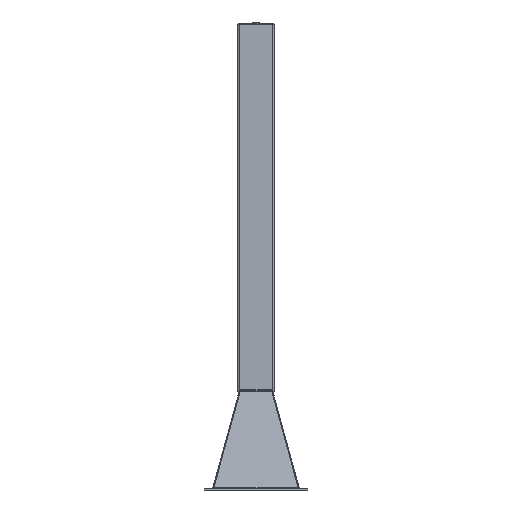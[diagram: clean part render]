
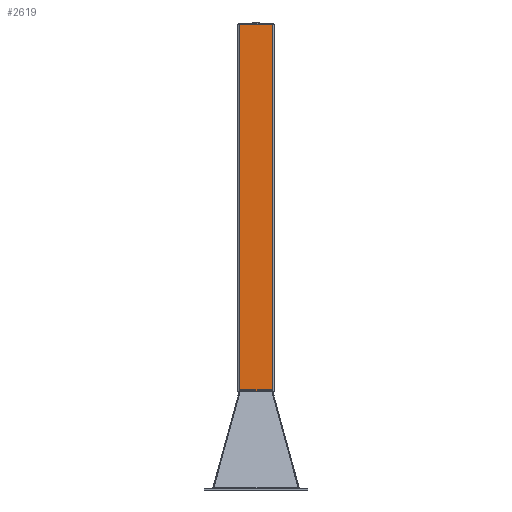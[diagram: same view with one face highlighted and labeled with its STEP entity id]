
A CAD part, left-side view. The second image highlights one B-rep face of the part: STEP entity #2619.
In plain terms, the highlighted face is planar.
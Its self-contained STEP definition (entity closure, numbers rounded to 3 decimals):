
#2619=ADVANCED_FACE('',(#4598),#4599,.T.);
#4598=FACE_OUTER_BOUND('',#12165,.T.);
#4599=PLANE('',#12166);
#12165=EDGE_LOOP('',(#15553,#15554,#15555,#15556));
#12166=AXIS2_PLACEMENT_3D('',#15557,#15558,#15559);
#15553=ORIENTED_EDGE('',*,*,#18196,.T.);
#15554=ORIENTED_EDGE('',*,*,#18265,.F.);
#15555=ORIENTED_EDGE('',*,*,#18274,.T.);
#15556=ORIENTED_EDGE('',*,*,#18601,.T.);
#15557=CARTESIAN_POINT('',(0.,-150.,0.));
#15558=DIRECTION('',(0.,-1.,0.));
#15559=DIRECTION('',(1.,0.,0.));
#18196=EDGE_CURVE('',#20264,#20262,#20265,.T.);
#18265=EDGE_CURVE('',#20360,#20262,#20362,.T.);
#18274=EDGE_CURVE('',#20360,#20373,#20375,.T.);
#18601=EDGE_CURVE('',#20373,#20264,#20817,.T.);
#20262=VERTEX_POINT('',#24338);
#20264=VERTEX_POINT('',#24340);
#20265=LINE('',#24341,#24342);
#20360=VERTEX_POINT('',#24644);
#20362=LINE('',#24646,#24647);
#20373=VERTEX_POINT('',#24662);
#20375=LINE('',#24664,#24665);
#20817=LINE('',#25855,#25856);
#24338=CARTESIAN_POINT('',(-135.,-150.,3000.));
#24340=CARTESIAN_POINT('',(135.,-150.,3000.));
#24341=CARTESIAN_POINT('',(-135.,-150.,3000.));
#24342=VECTOR('',#27660,1.);
#24644=CARTESIAN_POINT('',(-135.,-150.,0.));
#24646=CARTESIAN_POINT('',(-135.,-150.,0.));
#24647=VECTOR('',#27717,1.);
#24662=CARTESIAN_POINT('',(135.,-150.,0.));
#24664=CARTESIAN_POINT('',(-135.,-150.,0.));
#24665=VECTOR('',#27728,1.);
#25855=CARTESIAN_POINT('',(135.,-150.,0.));
#25856=VECTOR('',#28005,1.);
#27660=DIRECTION('',(-1.,0.,0.));
#27717=DIRECTION('',(0.,0.,1.));
#27728=DIRECTION('',(1.,0.,0.));
#28005=DIRECTION('',(0.,0.,1.));
